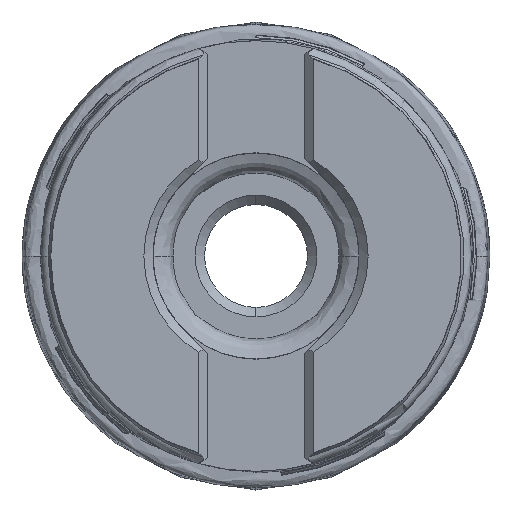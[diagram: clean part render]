
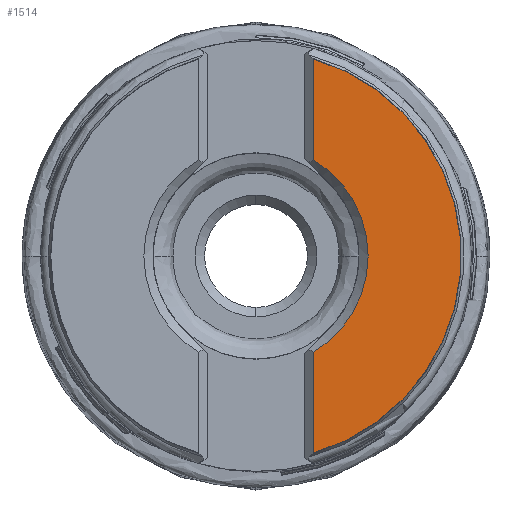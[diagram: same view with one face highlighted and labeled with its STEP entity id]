
A CAD part, left-side view. The second image highlights one B-rep face of the part: STEP entity #1514.
In plain terms, the highlighted planar face has unit normal (-1, 0, 0).
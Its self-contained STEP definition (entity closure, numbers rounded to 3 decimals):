
#146 = CARTESIAN_POINT ( 'NONE',  ( -39.2, 0., 0. ) ) ;
#233 = CARTESIAN_POINT ( 'NONE',  ( -39.2, -6.15, -21.041 ) ) ;
#267 = VERTEX_POINT ( 'NONE', #4846 ) ;
#367 = DIRECTION ( 'NONE',  ( 0., 1., 0. ) ) ;
#405 = CARTESIAN_POINT ( 'NONE',  ( -39.2, -6.15, -10.275 ) ) ;
#519 = VECTOR ( 'NONE', #7283, 1000. ) ;
#535 = PLANE ( 'NONE',  #6639 ) ;
#570 = EDGE_LOOP ( 'NONE', ( #7140, #6180, #3878, #5875 ) ) ;
#791 = DIRECTION ( 'NONE',  ( 0., 1., 0. ) ) ;
#1514 = ADVANCED_FACE ( 'NONE', ( #6319 ), #535, .F. ) ;
#2090 = VECTOR ( 'NONE', #8073, 1000. ) ;
#2114 = EDGE_CURVE ( 'NONE', #5075, #5406, #4152, .T. ) ;
#2728 = CIRCLE ( 'NONE', #8021, 11.975 ) ;
#3406 = CARTESIAN_POINT ( 'NONE',  ( -39.2, -6.15, 43.15 ) ) ;
#3812 = LINE ( 'NONE', #6757, #2090 ) ;
#3878 = ORIENTED_EDGE ( 'NONE', *, *, #5972, .T. ) ;
#4152 = LINE ( 'NONE', #3406, #519 ) ;
#4234 = CARTESIAN_POINT ( 'NONE',  ( -39.2, 25.043, -45. ) ) ;
#4241 = DIRECTION ( 'NONE',  ( -1., 0., 0. ) ) ;
#4681 = DIRECTION ( 'NONE',  ( -1., 0., 0. ) ) ;
#4751 = DIRECTION ( 'NONE',  ( 1., 0., 0. ) ) ;
#4846 = CARTESIAN_POINT ( 'NONE',  ( -39.2, -6.15, 10.275 ) ) ;
#5062 = VERTEX_POINT ( 'NONE', #5419 ) ;
#5075 = VERTEX_POINT ( 'NONE', #233 ) ;
#5406 = VERTEX_POINT ( 'NONE', #405 ) ;
#5419 = CARTESIAN_POINT ( 'NONE',  ( -39.2, -6.15, 21.041 ) ) ;
#5800 = EDGE_CURVE ( 'NONE', #5406, #267, #2728, .T. ) ;
#5875 = ORIENTED_EDGE ( 'NONE', *, *, #6897, .F. ) ;
#5972 = EDGE_CURVE ( 'NONE', #5075, #5062, #8375, .T. ) ;
#6118 = AXIS2_PLACEMENT_3D ( 'NONE', #8119, #4241, #367 ) ;
#6180 = ORIENTED_EDGE ( 'NONE', *, *, #2114, .F. ) ;
#6319 = FACE_OUTER_BOUND ( 'NONE', #570, .T. ) ;
#6371 = DIRECTION ( 'NONE',  ( 0., 1., 0. ) ) ;
#6639 = AXIS2_PLACEMENT_3D ( 'NONE', #4234, #4751, #6371 ) ;
#6757 = CARTESIAN_POINT ( 'NONE',  ( -39.2, -6.15, 43.15 ) ) ;
#6897 = EDGE_CURVE ( 'NONE', #267, #5062, #3812, .T. ) ;
#7140 = ORIENTED_EDGE ( 'NONE', *, *, #5800, .F. ) ;
#7283 = DIRECTION ( 'NONE',  ( 0., 0., 1. ) ) ;
#8021 = AXIS2_PLACEMENT_3D ( 'NONE', #146, #4681, #791 ) ;
#8073 = DIRECTION ( 'NONE',  ( 0., 0., 1. ) ) ;
#8119 = CARTESIAN_POINT ( 'NONE',  ( -39.2, 0., 0. ) ) ;
#8375 = CIRCLE ( 'NONE', #6118, 21.921 ) ;
